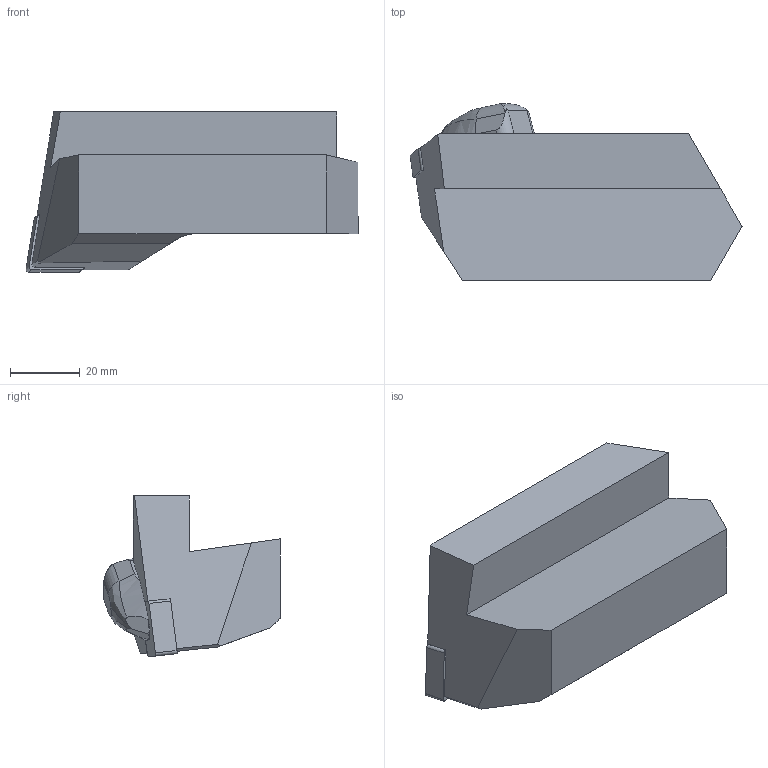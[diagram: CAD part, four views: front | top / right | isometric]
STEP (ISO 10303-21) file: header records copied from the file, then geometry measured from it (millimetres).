
FILE_DESCRIPTION(/* description */ (''),/* implementation_level */ '2;1');
FILE_NAME(/* name */ '1550150847107.stp',/* time_stamp */ '2019-02-14T14:27:44+01:00',/* author */ (''),/* organization */ ('SMS'),/* preprocessor_version */ 'ST-DEVELOPER v15',/* originating_system */ 'SIEMENS PLM Software NX 8.5',/* authorisation */ '');
FILE_SCHEMA (('AUTOMOTIVE_DESIGN { 1 0 10303 214 3 1 1 1 }'));
Length unit declared in the file: millimetre
Products named in the file (4): ASSEMBLY_CONSTRUCTION; IsoTurningInsert; 201025421mod000_00; 201025429mod000_01
Assembly tree (3 placements, depth 2):
  201025429mod000_01
    201025421mod000_00
    IsoTurningInsert
    ASSEMBLY_CONSTRUCTION
Bounding box: 95.4 x 50.81 x 46 mm (x, y, z)
Volume: 100920.9 mm3; surface area: 17133.7 mm2
Topology: 2 solids, 2 shells, 62 faces, 180 edges, 127 vertices
Faces by surface type: plane 41, cylinder 14, bspline 7
Full cylindrical faces by diameter (mm): 6.35 x2
Entity records: 2586 total; most frequent: CARTESIAN_POINT 885, ORIENTED_EDGE 350, DIRECTION 292, EDGE_CURVE 175, VERTEX_POINT 118, LINE 104, VECTOR 104, AXIS2_PLACEMENT_3D 94
